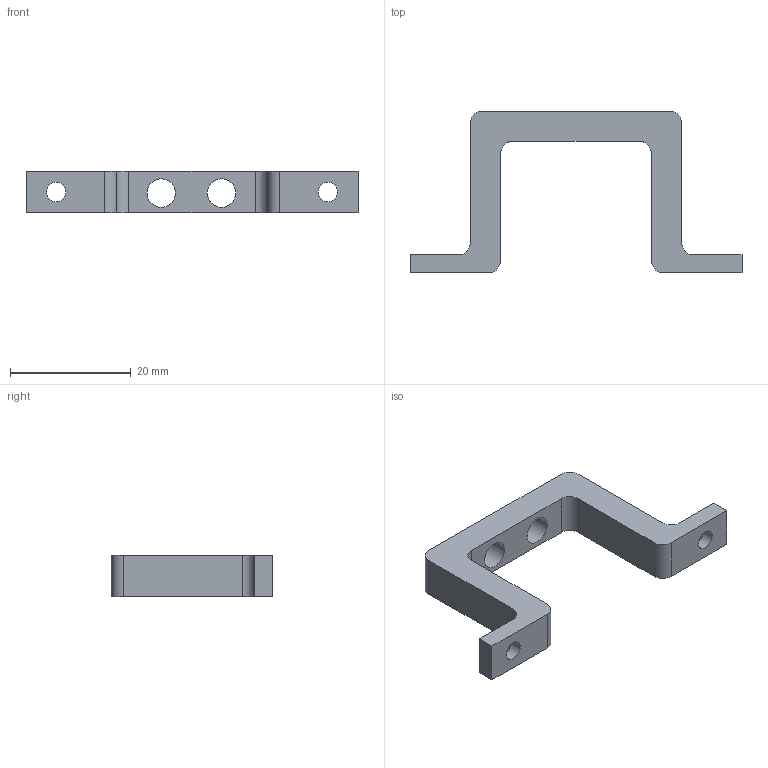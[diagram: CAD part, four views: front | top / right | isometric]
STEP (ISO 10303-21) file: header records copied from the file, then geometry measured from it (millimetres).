
FILE_DESCRIPTION(/* description */ (''),/* implementation_level */ '2;1');
FILE_NAME(/* name */ '',/* time_stamp */ '2025-02-10T18:13:41+03:00',/* author */ (''),/* organization */ (''),/* preprocessor_version */ 'ST-DEVELOPER v20',/* originating_system */ 'Autodesk Translation Framework v13.14.0.145',/* authorisation */ '');
FILE_SCHEMA (('AUTOMOTIVE_DESIGN { 1 0 10303 214 3 1 1 }'));
Length unit declared in the file: millimetre
Products named in the file (1): крепление сервака
Bounding box: 55 x 26.8 x 6.85 mm (x, y, z)
Volume: 2852.3 mm3; surface area: 2360.5 mm2
Topology: 1 solids, 1 shells, 30 faces, 86 edges, 56 vertices
Faces by surface type: plane 14, cylinder 12, cone 4
Full cylindrical faces by diameter (mm): 3.2 x2, 4.7 x2
Entity records: 1035 total; most frequent: CARTESIAN_POINT 177, DIRECTION 176, ORIENTED_EDGE 172, EDGE_CURVE 86, AXIS2_PLACEMENT_3D 61, VERTEX_POINT 56, LINE 54, VECTOR 54
